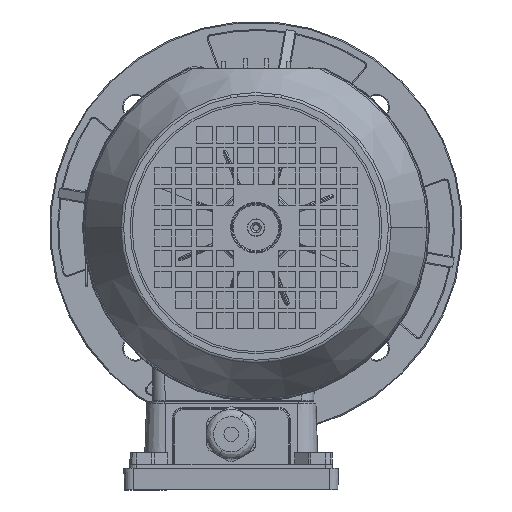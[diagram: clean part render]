
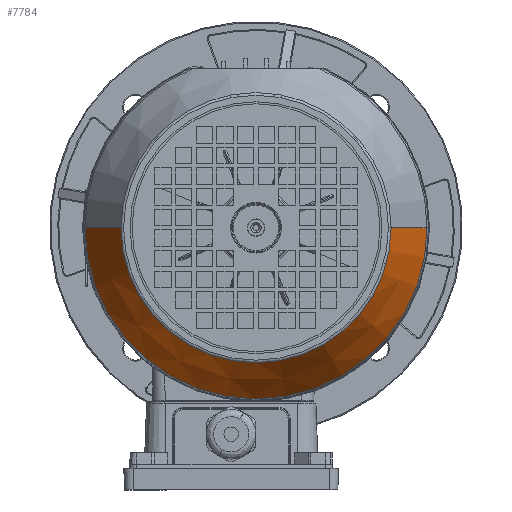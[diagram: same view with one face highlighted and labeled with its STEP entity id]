
A CAD part, left-side view. The second image highlights one B-rep face of the part: STEP entity #7784.
In plain terms, the highlighted conical face has half-angle 29.65 degrees and reference radius 65 mm.
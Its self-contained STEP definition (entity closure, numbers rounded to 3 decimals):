
#65 = ORIENTED_EDGE ( 'NONE', *, *, #116638, .T. ) ;
#4552 = CARTESIAN_POINT ( 'NONE',  ( 37.65, 0., 0. ) ) ;
#5261 = CARTESIAN_POINT ( 'NONE',  ( 37.65, 0., -82.845 ) ) ;
#7784 = ADVANCED_FACE ( 'NONE', ( #44395 ), #112597, .T. ) ;
#8628 = CARTESIAN_POINT ( 'NONE',  ( 69., 0., -65. ) ) ;
#13666 = DIRECTION ( 'NONE',  ( 0., 0., 1. ) ) ;
#19763 = AXIS2_PLACEMENT_3D ( 'NONE', #112485, #133641, #122696 ) ;
#25436 = CARTESIAN_POINT ( 'NONE',  ( 69., 0., 65. ) ) ;
#26387 = VERTEX_POINT ( 'NONE', #5261 ) ;
#27185 = AXIS2_PLACEMENT_3D ( 'NONE', #4552, #57054, #76907 ) ;
#29486 = CARTESIAN_POINT ( 'NONE',  ( 68.242, 0., -65.431 ) ) ;
#31840 = CARTESIAN_POINT ( 'NONE',  ( 68.242, 0., 65.431 ) ) ;
#35509 = CARTESIAN_POINT ( 'NONE',  ( 69., 0., 0. ) ) ;
#44395 = FACE_OUTER_BOUND ( 'NONE', #56640, .T. ) ;
#56470 = VERTEX_POINT ( 'NONE', #29486 ) ;
#56640 = EDGE_LOOP ( 'NONE', ( #113888, #92026, #65, #68509 ) ) ;
#57054 = DIRECTION ( 'NONE',  ( 1., 0., 0. ) ) ;
#60272 = EDGE_CURVE ( 'NONE', #60413, #56470, #109249, .T. ) ;
#60413 = VERTEX_POINT ( 'NONE', #31840 ) ;
#68509 = ORIENTED_EDGE ( 'NONE', *, *, #92770, .F. ) ;
#76907 = DIRECTION ( 'NONE',  ( 0., 0., -1. ) ) ;
#78679 = DIRECTION ( 'NONE',  ( -0.869, 0., 0.495 ) ) ;
#81684 = LINE ( 'NONE', #8628, #113739 ) ;
#90216 = VECTOR ( 'NONE', #78679, 1000. ) ;
#92026 = ORIENTED_EDGE ( 'NONE', *, *, #110841, .T. ) ;
#92770 = EDGE_CURVE ( 'NONE', #60413, #112756, #100519, .T. ) ;
#96998 = DIRECTION ( 'NONE',  ( -1., 0., 0. ) ) ;
#100519 = LINE ( 'NONE', #25436, #90216 ) ;
#102175 = DIRECTION ( 'NONE',  ( -0.869, 0., -0.495 ) ) ;
#109249 = CIRCLE ( 'NONE', #19763, 65.431 ) ;
#110841 = EDGE_CURVE ( 'NONE', #56470, #26387, #81684, .T. ) ;
#112485 = CARTESIAN_POINT ( 'NONE',  ( 68.242, 0., 0. ) ) ;
#112597 = CONICAL_SURFACE ( 'NONE', #123498, 65., 0.517 ) ;
#112756 = VERTEX_POINT ( 'NONE', #127814 ) ;
#113739 = VECTOR ( 'NONE', #102175, 1000. ) ;
#113888 = ORIENTED_EDGE ( 'NONE', *, *, #60272, .T. ) ;
#116638 = EDGE_CURVE ( 'NONE', #26387, #112756, #129672, .T. ) ;
#122696 = DIRECTION ( 'NONE',  ( 0., 0., -1. ) ) ;
#123498 = AXIS2_PLACEMENT_3D ( 'NONE', #35509, #96998, #13666 ) ;
#127814 = CARTESIAN_POINT ( 'NONE',  ( 37.65, 0., 82.845 ) ) ;
#129672 = CIRCLE ( 'NONE', #27185, 82.845 ) ;
#133641 = DIRECTION ( 'NONE',  ( -1., 0., 0. ) ) ;
